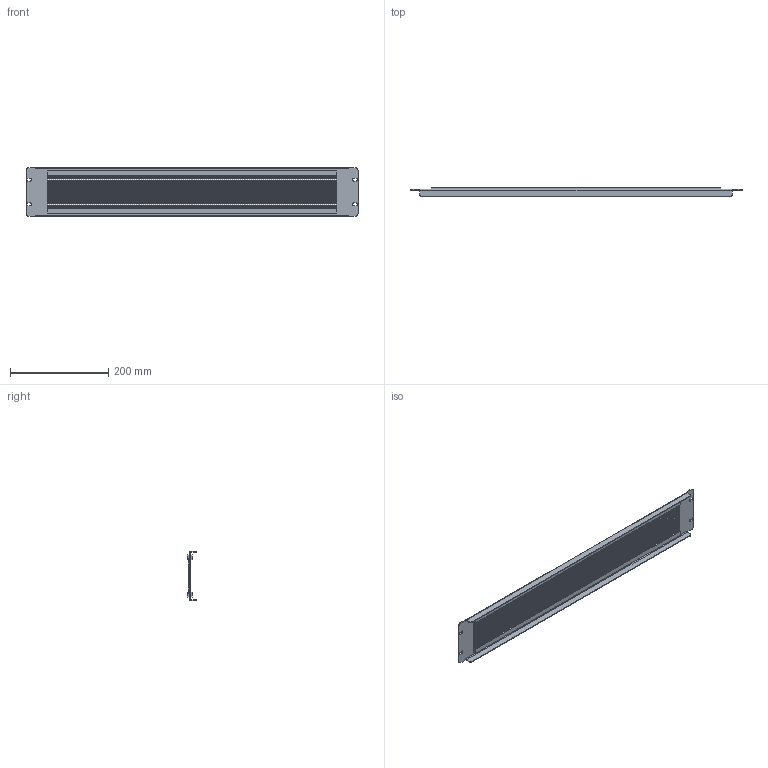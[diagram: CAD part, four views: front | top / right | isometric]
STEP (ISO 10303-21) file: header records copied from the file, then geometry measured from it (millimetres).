
FILE_DESCRIPTION (( 'STEP AP214' ), '1' );
FILE_NAME ('923.811.STEP', '2025-04-01T08:22:40', ( '' ), ( '' ), 'SwSTEP 2.0', 'SolidWorks 2021', '' );
FILE_SCHEMA (( 'AUTOMOTIVE_DESIGN' ));
Length unit declared in the file: millimetre
Products named in the file (3): 923.811 眈翴錪; Ùåòêà; 923.811
Assembly tree (3 placements, depth 2):
  923.811
    923.811 眈翴錪
    Ùåòêà  x2
Bounding box: 676.5 x 19.65 x 100 mm (x, y, z)
Volume: 252094.9 mm3; surface area: 288961.1 mm2
Topology: 3 solids, 3 shells, 2438 faces, 6108 edges, 3676 vertices
Faces by surface type: plane 2418, cylinder 20
Entity records: 35900 total; most frequent: CARTESIAN_POINT 6274, ORIENTED_EDGE 6264, DIRECTION 5684, EDGE_CURVE 3132, VECTOR 3088, LINE 3088, VERTEX_POINT 1888, AXIS2_PLACEMENT_3D 1298
